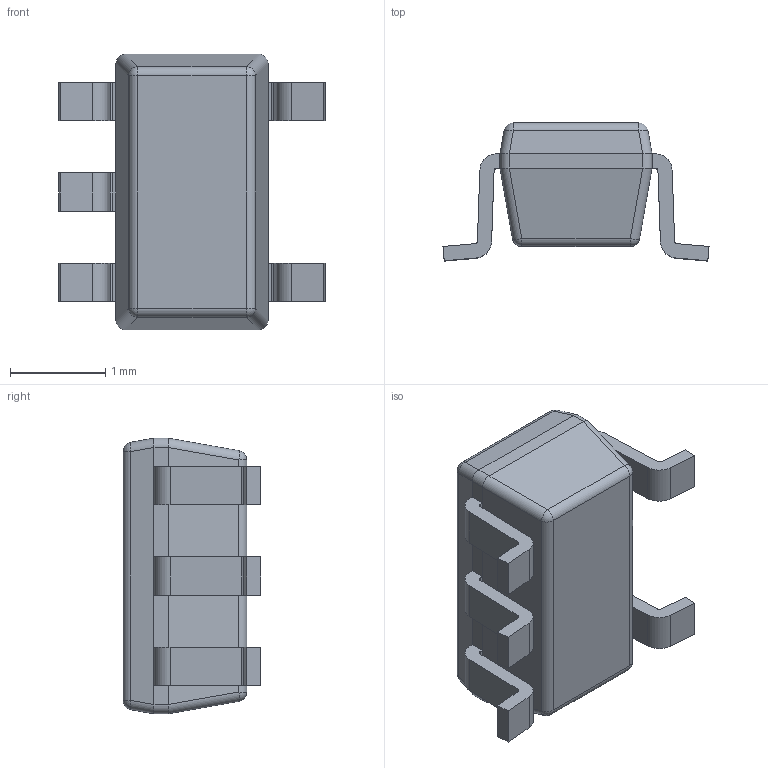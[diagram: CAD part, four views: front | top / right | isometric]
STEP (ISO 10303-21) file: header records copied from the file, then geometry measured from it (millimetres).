
FILE_DESCRIPTION (( 'STEP AP214' ), '1' );
FILE_NAME ('LMV321ILT.STEP', '2023-01-20T08:58:04', ( '' ), ( '' ), 'SwSTEP 2.0', 'SolidWorks 2017', '' );
FILE_SCHEMA (( 'AUTOMOTIVE_DESIGN' ));
Length unit declared in the file: millimetre
Products named in the file (1): LMV321ILT
Bounding box: 2.8 x 1.45 x 2.9 mm (x, y, z)
Volume: 5.8 mm3; surface area: 26.6 mm2
Topology: 6 solids, 6 shells, 112 faces, 284 edges, 176 vertices
Faces by surface type: plane 64, cylinder 40, sphere 8
Entity records: 3351 total; most frequent: CARTESIAN_POINT 637, ORIENTED_EDGE 552, DIRECTION 542, EDGE_CURVE 276, LINE 188, VECTOR 188, AXIS2_PLACEMENT_3D 177, VERTEX_POINT 176
